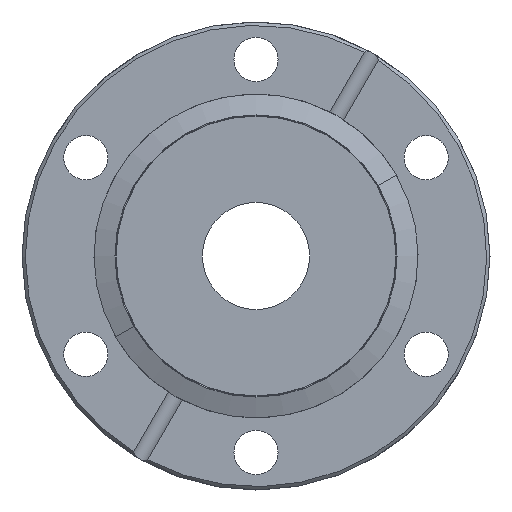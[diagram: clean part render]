
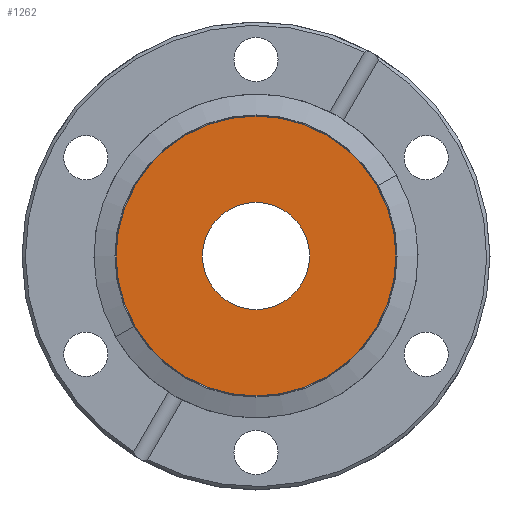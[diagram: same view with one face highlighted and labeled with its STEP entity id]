
A CAD part, left-side view. The second image highlights one B-rep face of the part: STEP entity #1262.
In plain terms, the highlighted planar face has unit normal (-1, 0, 0).
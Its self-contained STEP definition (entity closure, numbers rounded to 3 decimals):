
#99 = DIRECTION ( 'NONE',  ( 0., -0.866, 0.5 ) ) ;
#111 = DIRECTION ( 'NONE',  ( -1., 0., 0. ) ) ;
#118 = CARTESIAN_POINT ( 'NONE',  ( -3.8, 0., 0. ) ) ;
#237 = AXIS2_PLACEMENT_3D ( 'NONE', #584, #578, #571 ) ;
#306 = CARTESIAN_POINT ( 'NONE',  ( -3.8, 0., 0. ) ) ;
#360 = DIRECTION ( 'NONE',  ( -1., 0., 0. ) ) ;
#493 = DIRECTION ( 'NONE',  ( -1., 0., 0. ) ) ;
#571 = DIRECTION ( 'NONE',  ( 0., -0.866, 0.5 ) ) ;
#578 = DIRECTION ( 'NONE',  ( -1., 0., 0. ) ) ;
#584 = CARTESIAN_POINT ( 'NONE',  ( -3.8, 0., 0. ) ) ;
#706 = CIRCLE ( 'NONE', #3745, 20.898 ) ;
#771 = EDGE_LOOP ( 'NONE', ( #2259, #4459 ) ) ;
#821 = CIRCLE ( 'NONE', #1413, 8. ) ;
#859 = DIRECTION ( 'NONE',  ( 0., -0.866, 0.5 ) ) ;
#1147 = DIRECTION ( 'NONE',  ( 0., -0.866, 0.5 ) ) ;
#1262 = ADVANCED_FACE ( 'NONE', ( #3806, #2959 ), #4058, .T. ) ;
#1413 = AXIS2_PLACEMENT_3D ( 'NONE', #3523, #3511, #3488 ) ;
#1463 = AXIS2_PLACEMENT_3D ( 'NONE', #118, #111, #99 ) ;
#1481 = CARTESIAN_POINT ( 'NONE',  ( -3.8, -18.098, 10.449 ) ) ;
#1606 = EDGE_LOOP ( 'NONE', ( #3218, #3232 ) ) ;
#1730 = VERTEX_POINT ( 'NONE', #1481 ) ;
#1785 = CARTESIAN_POINT ( 'NONE',  ( -3.8, 6.928, -4. ) ) ;
#1870 = EDGE_CURVE ( 'NONE', #3512, #1730, #706, .T. ) ;
#2134 = VERTEX_POINT ( 'NONE', #1785 ) ;
#2259 = ORIENTED_EDGE ( 'NONE', *, *, #4286, .T. ) ;
#2328 = AXIS2_PLACEMENT_3D ( 'NONE', #306, #493, #859 ) ;
#2935 = CARTESIAN_POINT ( 'NONE',  ( -3.8, 18.098, -10.449 ) ) ;
#2959 = FACE_OUTER_BOUND ( 'NONE', #771, .T. ) ;
#3112 = VERTEX_POINT ( 'NONE', #4114 ) ;
#3218 = ORIENTED_EDGE ( 'NONE', *, *, #3349, .F. ) ;
#3232 = ORIENTED_EDGE ( 'NONE', *, *, #4374, .F. ) ;
#3349 = EDGE_CURVE ( 'NONE', #2134, #3112, #821, .T. ) ;
#3488 = DIRECTION ( 'NONE',  ( 0., -0.866, 0.5 ) ) ;
#3511 = DIRECTION ( 'NONE',  ( -1., 0., 0. ) ) ;
#3512 = VERTEX_POINT ( 'NONE', #2935 ) ;
#3523 = CARTESIAN_POINT ( 'NONE',  ( -3.8, 0., 0. ) ) ;
#3745 = AXIS2_PLACEMENT_3D ( 'NONE', #3842, #360, #1147 ) ;
#3806 = FACE_BOUND ( 'NONE', #1606, .T. ) ;
#3842 = CARTESIAN_POINT ( 'NONE',  ( -3.8, 0., 0. ) ) ;
#3955 = CIRCLE ( 'NONE', #1463, 8. ) ;
#4058 = PLANE ( 'NONE',  #2328 ) ;
#4114 = CARTESIAN_POINT ( 'NONE',  ( -3.8, -6.928, 4. ) ) ;
#4190 = CIRCLE ( 'NONE', #237, 20.898 ) ;
#4286 = EDGE_CURVE ( 'NONE', #1730, #3512, #4190, .T. ) ;
#4374 = EDGE_CURVE ( 'NONE', #3112, #2134, #3955, .T. ) ;
#4459 = ORIENTED_EDGE ( 'NONE', *, *, #1870, .T. ) ;
